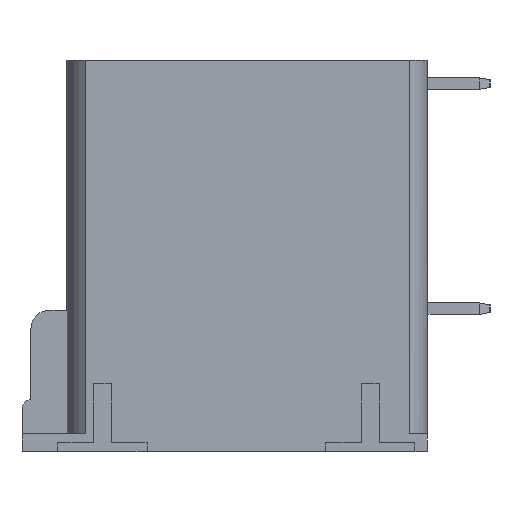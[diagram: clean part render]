
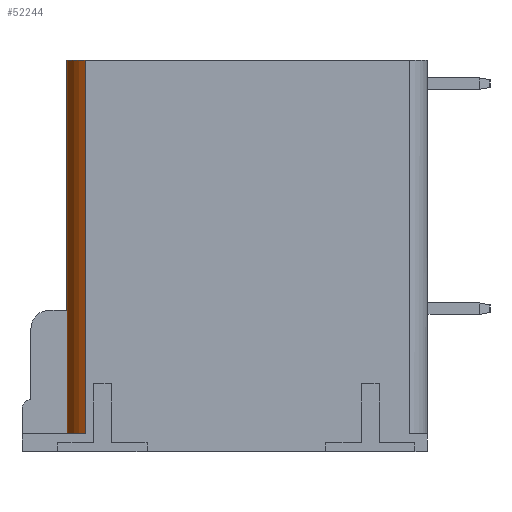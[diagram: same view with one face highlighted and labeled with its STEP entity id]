
A CAD part, left-side view. The second image highlights one B-rep face of the part: STEP entity #52244.
In plain terms, the highlighted cylindrical face has radius 2.5 mm (diameter 5 mm), a partial arc.
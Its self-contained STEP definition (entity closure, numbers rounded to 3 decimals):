
#315 = CARTESIAN_POINT ( 'NONE',  ( -25.277, 6.35, -4.621 ) ) ;
#945 = ORIENTED_EDGE ( 'NONE', *, *, #59208, .T. ) ;
#1313 = ORIENTED_EDGE ( 'NONE', *, *, #40552, .F. ) ;
#3657 = DIRECTION ( 'NONE',  ( 0., 0., 1. ) ) ;
#5596 = VERTEX_POINT ( 'NONE', #59083 ) ;
#6075 = CARTESIAN_POINT ( 'NONE',  ( -27.3, 7.82, 1. ) ) ;
#11321 = DIRECTION ( 'NONE',  ( -1., 0., 0. ) ) ;
#12221 = AXIS2_PLACEMENT_3D ( 'NONE', #315, #22085, #16995 ) ;
#16995 = DIRECTION ( 'NONE',  ( 1., 0., 0. ) ) ;
#17356 = CYLINDRICAL_SURFACE ( 'NONE', #12221, 2.5 ) ;
#17810 = CIRCLE ( 'NONE', #56011, 2.5 ) ;
#18009 = VECTOR ( 'NONE', #3657, 1000. ) ;
#18726 = EDGE_LOOP ( 'NONE', ( #945, #62321, #1313, #63236 ) ) ;
#19679 = CARTESIAN_POINT ( 'NONE',  ( -23.255, 7.82, 1. ) ) ;
#22085 = DIRECTION ( 'NONE',  ( 0., 0., 1. ) ) ;
#31208 = CARTESIAN_POINT ( 'NONE',  ( -27.3, 7.82, -4.621 ) ) ;
#38111 = VERTEX_POINT ( 'NONE', #19679 ) ;
#39237 = DIRECTION ( 'NONE',  ( 0., 0., -1. ) ) ;
#40552 = EDGE_CURVE ( 'NONE', #47442, #38111, #17810, .T. ) ;
#44204 = FACE_OUTER_BOUND ( 'NONE', #18726, .T. ) ;
#44924 = VERTEX_POINT ( 'NONE', #59718 ) ;
#45391 = DIRECTION ( 'NONE',  ( 0., 0., -1. ) ) ;
#45621 = AXIS2_PLACEMENT_3D ( 'NONE', #50477, #39237, #11321 ) ;
#46455 = EDGE_CURVE ( 'NONE', #38111, #5596, #49596, .T. ) ;
#47442 = VERTEX_POINT ( 'NONE', #6075 ) ;
#49596 = LINE ( 'NONE', #71740, #61608 ) ;
#50306 = DIRECTION ( 'NONE',  ( 0., 0., 1. ) ) ;
#50477 = CARTESIAN_POINT ( 'NONE',  ( -25.277, 6.35, 21.9 ) ) ;
#50821 = CARTESIAN_POINT ( 'NONE',  ( -25.277, 6.35, 1. ) ) ;
#52244 = ADVANCED_FACE ( 'NONE', ( #44204 ), #17356, .T. ) ;
#52268 = DIRECTION ( 'NONE',  ( -1., 0., 0. ) ) ;
#56001 = CIRCLE ( 'NONE', #45621, 2.5 ) ;
#56011 = AXIS2_PLACEMENT_3D ( 'NONE', #50821, #45391, #52268 ) ;
#59083 = CARTESIAN_POINT ( 'NONE',  ( -23.255, 7.82, 21.9 ) ) ;
#59208 = EDGE_CURVE ( 'NONE', #44924, #5596, #56001, .T. ) ;
#59486 = LINE ( 'NONE', #31208, #18009 ) ;
#59718 = CARTESIAN_POINT ( 'NONE',  ( -27.3, 7.82, 21.9 ) ) ;
#61608 = VECTOR ( 'NONE', #50306, 1000. ) ;
#61781 = EDGE_CURVE ( 'NONE', #47442, #44924, #59486, .T. ) ;
#62321 = ORIENTED_EDGE ( 'NONE', *, *, #46455, .F. ) ;
#63236 = ORIENTED_EDGE ( 'NONE', *, *, #61781, .T. ) ;
#71740 = CARTESIAN_POINT ( 'NONE',  ( -23.255, 7.82, -4.621 ) ) ;
